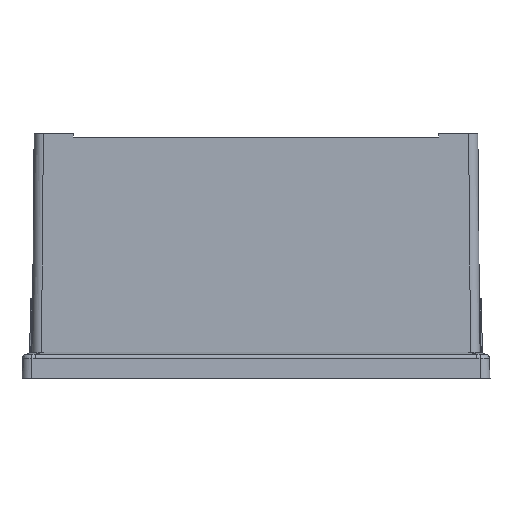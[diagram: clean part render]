
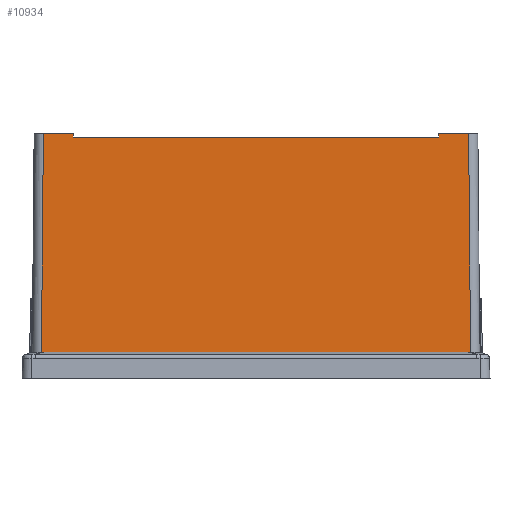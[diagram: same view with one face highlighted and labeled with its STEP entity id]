
A CAD part, left-side view. The second image highlights one B-rep face of the part: STEP entity #10934.
In plain terms, the highlighted planar face has unit normal (-1, 0, 0.009).
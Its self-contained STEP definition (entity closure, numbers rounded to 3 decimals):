
#2455 = VECTOR ( 'NONE', #2509, 1000. ) ;
#2456 = CARTESIAN_POINT ( 'NONE',  ( -131.803, 139.562, 145.75 ) ) ;
#2462 = LINE ( 'NONE', #2456, #2455 ) ;
#2463 = CARTESIAN_POINT ( 'NONE',  ( -131.803, 126.718, 145.75 ) ) ;
#2508 = CARTESIAN_POINT ( 'NONE',  ( -131.803, 109.062, 145.75 ) ) ;
#2509 = DIRECTION ( 'NONE',  ( 0., 1., 0. ) ) ;
#2519 = CARTESIAN_POINT ( 'NONE',  ( -132.946, -127.854, 15.552 ) ) ;
#2541 = CARTESIAN_POINT ( 'NONE',  ( -132.946, 127.854, 15.552 ) ) ;
#2546 = DIRECTION ( 'NONE',  ( 0., -1., 0. ) ) ;
#2547 = VECTOR ( 'NONE', #2546, 1000. ) ;
#2548 = CARTESIAN_POINT ( 'NONE',  ( -132.939, 139.562, 15.61 ) ) ;
#2549 = LINE ( 'NONE', #2548, #2547 ) ;
#2550 = CARTESIAN_POINT ( 'NONE',  ( -132.939, -125.89, 15.61 ) ) ;
#2560 = CARTESIAN_POINT ( 'NONE',  ( -132.939, 125.89, 15.61 ) ) ;
#2561 = CARTESIAN_POINT ( 'NONE',  ( -132.939, 126.546, 15.61 ) ) ;
#2562 = CARTESIAN_POINT ( 'NONE',  ( -132.939, 127.2, 15.587 ) ) ;
#2563 = CARTESIAN_POINT ( 'NONE',  ( -132.946, 127.854, 15.552 ) ) ;
#2565 = B_SPLINE_CURVE_WITH_KNOTS ( 'NONE', 3,
 ( #2563, #2562, #2561, #2560 ),
 .UNSPECIFIED., .F., .F.,
 ( 4, 4 ),
 ( 0., 0.002 ),
 .UNSPECIFIED. ) ;
#2589 = DIRECTION ( 'NONE',  ( -0.009, 0.009, -1. ) ) ;
#2590 = VECTOR ( 'NONE', #2589, 1000. ) ;
#2591 = CARTESIAN_POINT ( 'NONE',  ( -131.803, 126.718, 145.75 ) ) ;
#2592 = LINE ( 'NONE', #2591, #2590 ) ;
#2640 = CARTESIAN_POINT ( 'NONE',  ( -132.939, 125.89, 15.61 ) ) ;
#2653 = DIRECTION ( 'NONE',  ( 0.009, 0.009, 1. ) ) ;
#2654 = VECTOR ( 'NONE', #2653, 1000. ) ;
#2655 = CARTESIAN_POINT ( 'NONE',  ( -132.939, -127.854, 15.553 ) ) ;
#2661 = LINE ( 'NONE', #2655, #2654 ) ;
#2667 = DIRECTION ( 'NONE',  ( 0., 1., 0. ) ) ;
#2668 = VECTOR ( 'NONE', #2667, 1000. ) ;
#2669 = CARTESIAN_POINT ( 'NONE',  ( -131.803, 139.562, 145.75 ) ) ;
#2670 = LINE ( 'NONE', #2669, #2668 ) ;
#2710 = CARTESIAN_POINT ( 'NONE',  ( -131.803, -126.718, 145.75 ) ) ;
#2727 = CARTESIAN_POINT ( 'NONE',  ( -132.946, -127.854, 15.552 ) ) ;
#2728 = CARTESIAN_POINT ( 'NONE',  ( -132.939, -127.2, 15.587 ) ) ;
#2729 = CARTESIAN_POINT ( 'NONE',  ( -132.939, -126.546, 15.61 ) ) ;
#2751 = CARTESIAN_POINT ( 'NONE',  ( -132.939, -125.89, 15.61 ) ) ;
#2753 = B_SPLINE_CURVE_WITH_KNOTS ( 'NONE', 3,
 ( #2751, #2729, #2728, #2727 ),
 .UNSPECIFIED., .F., .F.,
 ( 4, 4 ),
 ( -0.002, 0. ),
 .UNSPECIFIED. ) ;
#2794 = CARTESIAN_POINT ( 'NONE',  ( -131.803, -109.062, 145.75 ) ) ;
#3878 = CARTESIAN_POINT ( 'NONE',  ( -131.821, 109.046, 143.75 ) ) ;
#3879 = DIRECTION ( 'NONE',  ( 0.009, 0.008, 1. ) ) ;
#3880 = VECTOR ( 'NONE', #3879, 1000. ) ;
#3881 = CARTESIAN_POINT ( 'NONE',  ( -131.82, 109.047, 143.823 ) ) ;
#3882 = LINE ( 'NONE', #3881, #3880 ) ;
#3917 = PLANE ( 'NONE',  #3918 ) ;
#3918 = AXIS2_PLACEMENT_3D ( 'NONE', #3978, #3977, #3976 ) ;
#3919 = FACE_OUTER_BOUND ( 'NONE', #10935, .T. ) ;
#3967 = DIRECTION ( 'NONE',  ( 0., -1., 0. ) ) ;
#3968 = VECTOR ( 'NONE', #3967, 1000. ) ;
#3969 = CARTESIAN_POINT ( 'NONE',  ( -131.821, 0., 143.75 ) ) ;
#3970 = LINE ( 'NONE', #3969, #3968 ) ;
#3971 = CARTESIAN_POINT ( 'NONE',  ( -131.821, -109.046, 143.75 ) ) ;
#3972 = DIRECTION ( 'NONE',  ( 0.009, -0.008, 1. ) ) ;
#3973 = VECTOR ( 'NONE', #3972, 1000. ) ;
#3974 = CARTESIAN_POINT ( 'NONE',  ( -131.82, -109.047, 143.823 ) ) ;
#3975 = LINE ( 'NONE', #3974, #3973 ) ;
#3976 = DIRECTION ( 'NONE',  ( 0.009, 0., 1. ) ) ;
#3977 = DIRECTION ( 'NONE',  ( -1., 0., 0.009 ) ) ;
#3978 = CARTESIAN_POINT ( 'NONE',  ( -133.075, 139.562, 0. ) ) ;
#10132 = VERTEX_POINT ( 'NONE', #2463 ) ;
#10134 = EDGE_CURVE ( 'NONE', #10135, #10132, #2462, .T. ) ;
#10135 = VERTEX_POINT ( 'NONE', #2508 ) ;
#10169 = VERTEX_POINT ( 'NONE', #2519 ) ;
#10181 = EDGE_CURVE ( 'NONE', #10192, #10203, #2565, .T. ) ;
#10186 = VERTEX_POINT ( 'NONE', #2550 ) ;
#10188 = EDGE_CURVE ( 'NONE', #10203, #10186, #2549, .T. ) ;
#10192 = VERTEX_POINT ( 'NONE', #2541 ) ;
#10194 = EDGE_CURVE ( 'NONE', #10132, #10192, #2592, .T. ) ;
#10203 = VERTEX_POINT ( 'NONE', #2640 ) ;
#10212 = EDGE_CURVE ( 'NONE', #10246, #10292, #2670, .T. ) ;
#10219 = EDGE_CURVE ( 'NONE', #10169, #10246, #2661, .T. ) ;
#10246 = VERTEX_POINT ( 'NONE', #2710 ) ;
#10251 = EDGE_CURVE ( 'NONE', #10186, #10169, #2753, .T. ) ;
#10292 = VERTEX_POINT ( 'NONE', #2794 ) ;
#10875 = EDGE_CURVE ( 'NONE', #10876, #10135, #3882, .T. ) ;
#10876 = VERTEX_POINT ( 'NONE', #3878 ) ;
#10920 = ORIENTED_EDGE ( 'NONE', *, *, #10188, .T. ) ;
#10921 = ORIENTED_EDGE ( 'NONE', *, *, #10251, .T. ) ;
#10922 = ORIENTED_EDGE ( 'NONE', *, *, #10219, .T. ) ;
#10923 = ORIENTED_EDGE ( 'NONE', *, *, #10212, .T. ) ;
#10934 = ADVANCED_FACE ( 'NONE', ( #3919 ), #3917, .T. ) ;
#10935 = EDGE_LOOP ( 'NONE', ( #10936, #10939, #10941, #10942, #10943, #10944, #10920, #10921, #10922, #10923 ) ) ;
#10936 = ORIENTED_EDGE ( 'NONE', *, *, #10937, .F. ) ;
#10937 = EDGE_CURVE ( 'NONE', #10938, #10292, #3975, .T. ) ;
#10938 = VERTEX_POINT ( 'NONE', #3971 ) ;
#10939 = ORIENTED_EDGE ( 'NONE', *, *, #10940, .F. ) ;
#10940 = EDGE_CURVE ( 'NONE', #10876, #10938, #3970, .T. ) ;
#10941 = ORIENTED_EDGE ( 'NONE', *, *, #10875, .T. ) ;
#10942 = ORIENTED_EDGE ( 'NONE', *, *, #10134, .T. ) ;
#10943 = ORIENTED_EDGE ( 'NONE', *, *, #10194, .T. ) ;
#10944 = ORIENTED_EDGE ( 'NONE', *, *, #10181, .T. ) ;
